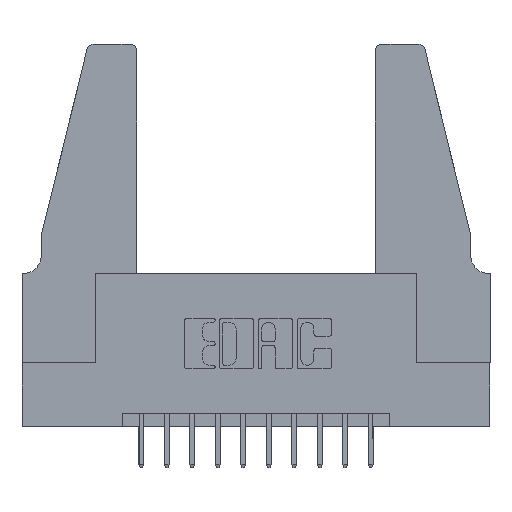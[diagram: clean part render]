
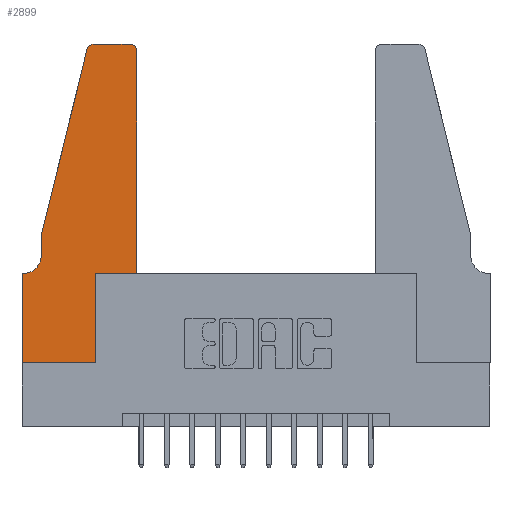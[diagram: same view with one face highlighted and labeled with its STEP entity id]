
A CAD part, top view. The second image highlights one B-rep face of the part: STEP entity #2899.
In plain terms, the highlighted planar face has unit normal (0, 0, 1).
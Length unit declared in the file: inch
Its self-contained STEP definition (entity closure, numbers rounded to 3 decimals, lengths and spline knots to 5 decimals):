
#3 = CARTESIAN_POINT ( 'NONE',  ( 0.2865, 0., 0.37 ) ) ;
#44 = VERTEX_POINT ( 'NONE', #2951 ) ;
#228 = EDGE_CURVE ( 'NONE', #5789, #9420, #10591, .T. ) ;
#240 = VECTOR ( 'NONE', #7625, 39.37008 ) ;
#570 = CARTESIAN_POINT ( 'NONE',  ( 0.4205, 1.22, 0.37 ) ) ;
#575 = EDGE_CURVE ( 'NONE', #10243, #9555, #12653, .T. ) ;
#665 = EDGE_CURVE ( 'NONE', #9555, #894, #4160, .T. ) ;
#894 = VERTEX_POINT ( 'NONE', #7941 ) ;
#934 = FACE_OUTER_BOUND ( 'NONE', #2451, .T. ) ;
#983 = CARTESIAN_POINT ( 'NONE',  ( 0.0755, 0.5, 0.37 ) ) ;
#1244 = CARTESIAN_POINT ( 'NONE',  ( 0.4505, 0.35, 0.37 ) ) ;
#1378 = CARTESIAN_POINT ( 'NONE',  ( 0.4505, 1.22, 0.37 ) ) ;
#1435 = ORIENTED_EDGE ( 'NONE', *, *, #6186, .T. ) ;
#1454 = CARTESIAN_POINT ( 'NONE',  ( 0.0755, 0.5, 0.37 ) ) ;
#1583 = ORIENTED_EDGE ( 'NONE', *, *, #8784, .T. ) ;
#1621 = ORIENTED_EDGE ( 'NONE', *, *, #13149, .T. ) ;
#1683 = CARTESIAN_POINT ( 'NONE',  ( 0.284, 1.22, 0.37 ) ) ;
#1743 = DIRECTION ( 'NONE',  ( 0., 0., 1. ) ) ;
#2360 = VECTOR ( 'NONE', #3351, 39.37008 ) ;
#2451 = EDGE_LOOP ( 'NONE', ( #1583, #1435, #7498, #6297, #6633, #6676, #8914, #4156, #13360, #12488, #5035, #1621 ) ) ;
#2620 = DIRECTION ( 'NONE',  ( 1., 0., 0. ) ) ;
#2722 = CARTESIAN_POINT ( 'NONE',  ( 0., 0.35, 0.37 ) ) ;
#2899 = ADVANCED_FACE ( 'NONE', ( #934 ), #4454, .T. ) ;
#2951 = CARTESIAN_POINT ( 'NONE',  ( 0.2865, 0.35, 0.37 ) ) ;
#3026 = CARTESIAN_POINT ( 'NONE',  ( 0.2865, 0.35, 0.37 ) ) ;
#3148 = EDGE_CURVE ( 'NONE', #894, #5911, #12059, .T. ) ;
#3174 = CARTESIAN_POINT ( 'NONE',  ( 0., 0., 0.37 ) ) ;
#3235 = DIRECTION ( 'NONE',  ( 0., -1., 0. ) ) ;
#3351 = DIRECTION ( 'NONE',  ( 1., 0., 0. ) ) ;
#3840 = CARTESIAN_POINT ( 'NONE',  ( 0.0055, 0.35, 0.37 ) ) ;
#4129 = VECTOR ( 'NONE', #8856, 39.37008 ) ;
#4156 = ORIENTED_EDGE ( 'NONE', *, *, #3148, .T. ) ;
#4160 = LINE ( 'NONE', #3174, #7815 ) ;
#4343 = AXIS2_PLACEMENT_3D ( 'NONE', #1683, #6198, #12696 ) ;
#4454 = PLANE ( 'NONE',  #12669 ) ;
#4492 = CARTESIAN_POINT ( 'NONE',  ( 0., 0.35, 0.37 ) ) ;
#4655 = VECTOR ( 'NONE', #11585, 39.37008 ) ;
#4719 = CARTESIAN_POINT ( 'NONE',  ( 0.4205, 1.25, 0.37 ) ) ;
#4970 = CARTESIAN_POINT ( 'NONE',  ( 0.0755, 0.5, 0.37 ) ) ;
#5026 = VECTOR ( 'NONE', #13856, 39.37008 ) ;
#5035 = ORIENTED_EDGE ( 'NONE', *, *, #12477, .T. ) ;
#5156 = EDGE_CURVE ( 'NONE', #14108, #10243, #9414, .T. ) ;
#5474 = VERTEX_POINT ( 'NONE', #4719 ) ;
#5515 = VECTOR ( 'NONE', #13957, 39.37008 ) ;
#5789 = VERTEX_POINT ( 'NONE', #9832 ) ;
#5911 = VERTEX_POINT ( 'NONE', #3 ) ;
#6028 = LINE ( 'NONE', #1244, #4129 ) ;
#6186 = EDGE_CURVE ( 'NONE', #9635, #5789, #10752, .T. ) ;
#6198 = DIRECTION ( 'NONE',  ( 0., 0., 1. ) ) ;
#6297 = ORIENTED_EDGE ( 'NONE', *, *, #10762, .T. ) ;
#6633 = ORIENTED_EDGE ( 'NONE', *, *, #5156, .T. ) ;
#6676 = ORIENTED_EDGE ( 'NONE', *, *, #575, .T. ) ;
#6735 = LINE ( 'NONE', #3026, #5515 ) ;
#7197 = DIRECTION ( 'NONE',  ( 1., 0., 0. ) ) ;
#7498 = ORIENTED_EDGE ( 'NONE', *, *, #228, .T. ) ;
#7625 = DIRECTION ( 'NONE',  ( -1., 0., 0. ) ) ;
#7815 = VECTOR ( 'NONE', #12058, 39.37008 ) ;
#7941 = CARTESIAN_POINT ( 'NONE',  ( 0., 0., 0.37 ) ) ;
#8107 = VERTEX_POINT ( 'NONE', #1378 ) ;
#8194 = CARTESIAN_POINT ( 'NONE',  ( 0., 0., 0.37 ) ) ;
#8308 = CIRCLE ( 'NONE', #9915, 0.03 ) ;
#8458 = CARTESIAN_POINT ( 'NONE',  ( 0.0055, 0.42, 0.37 ) ) ;
#8570 = CARTESIAN_POINT ( 'NONE',  ( 0.4505, 0.35, 0.37 ) ) ;
#8784 = EDGE_CURVE ( 'NONE', #5474, #9635, #12382, .T. ) ;
#8856 = DIRECTION ( 'NONE',  ( 0., 1., 0. ) ) ;
#8914 = ORIENTED_EDGE ( 'NONE', *, *, #665, .T. ) ;
#9131 = VECTOR ( 'NONE', #2620, 39.37008 ) ;
#9182 = AXIS2_PLACEMENT_3D ( 'NONE', #8458, #9610, #11710 ) ;
#9414 = CIRCLE ( 'NONE', #9182, 0.07 ) ;
#9420 = VERTEX_POINT ( 'NONE', #1454 ) ;
#9555 = VERTEX_POINT ( 'NONE', #2722 ) ;
#9610 = DIRECTION ( 'NONE',  ( 0., 0., -1. ) ) ;
#9635 = VERTEX_POINT ( 'NONE', #9819 ) ;
#9819 = CARTESIAN_POINT ( 'NONE',  ( 0.284, 1.25, 0.37 ) ) ;
#9832 = CARTESIAN_POINT ( 'NONE',  ( 0.25487, 1.22718, 0.37 ) ) ;
#9910 = CARTESIAN_POINT ( 'NONE',  ( 0.2605, 1.25, 0.37 ) ) ;
#9915 = AXIS2_PLACEMENT_3D ( 'NONE', #570, #1743, #7197 ) ;
#10243 = VERTEX_POINT ( 'NONE', #3840 ) ;
#10423 = VECTOR ( 'NONE', #3235, 39.37008 ) ;
#10591 = LINE ( 'NONE', #4970, #5026 ) ;
#10752 = CIRCLE ( 'NONE', #4343, 0.03 ) ;
#10762 = EDGE_CURVE ( 'NONE', #9420, #14108, #11105, .T. ) ;
#11105 = LINE ( 'NONE', #983, #10423 ) ;
#11159 = CARTESIAN_POINT ( 'NONE',  ( 0.4505, 0.35, 0.37 ) ) ;
#11585 = DIRECTION ( 'NONE',  ( -1., 0., 0. ) ) ;
#11688 = EDGE_CURVE ( 'NONE', #5911, #44, #6735, .T. ) ;
#11710 = DIRECTION ( 'NONE',  ( -1., 0., 0. ) ) ;
#12058 = DIRECTION ( 'NONE',  ( 0., -1., 0. ) ) ;
#12059 = LINE ( 'NONE', #8194, #9131 ) ;
#12257 = DIRECTION ( 'NONE',  ( 0., 0., 1. ) ) ;
#12382 = LINE ( 'NONE', #9910, #240 ) ;
#12477 = EDGE_CURVE ( 'NONE', #13358, #8107, #6028, .T. ) ;
#12488 = ORIENTED_EDGE ( 'NONE', *, *, #12893, .T. ) ;
#12653 = LINE ( 'NONE', #13739, #4655 ) ;
#12669 = AXIS2_PLACEMENT_3D ( 'NONE', #4492, #12257, #14382 ) ;
#12696 = DIRECTION ( 'NONE',  ( 1., 0., 0. ) ) ;
#12893 = EDGE_CURVE ( 'NONE', #44, #13358, #13844, .T. ) ;
#13149 = EDGE_CURVE ( 'NONE', #8107, #5474, #8308, .T. ) ;
#13216 = CARTESIAN_POINT ( 'NONE',  ( 0.0755, 0.42, 0.37 ) ) ;
#13358 = VERTEX_POINT ( 'NONE', #8570 ) ;
#13360 = ORIENTED_EDGE ( 'NONE', *, *, #11688, .T. ) ;
#13739 = CARTESIAN_POINT ( 'NONE',  ( 0.0755, 0.35, 0.37 ) ) ;
#13844 = LINE ( 'NONE', #11159, #2360 ) ;
#13856 = DIRECTION ( 'NONE',  ( -0.239, -0.971, 0. ) ) ;
#13957 = DIRECTION ( 'NONE',  ( 0., 1., 0. ) ) ;
#14108 = VERTEX_POINT ( 'NONE', #13216 ) ;
#14382 = DIRECTION ( 'NONE',  ( 1., 0., 0. ) ) ;
